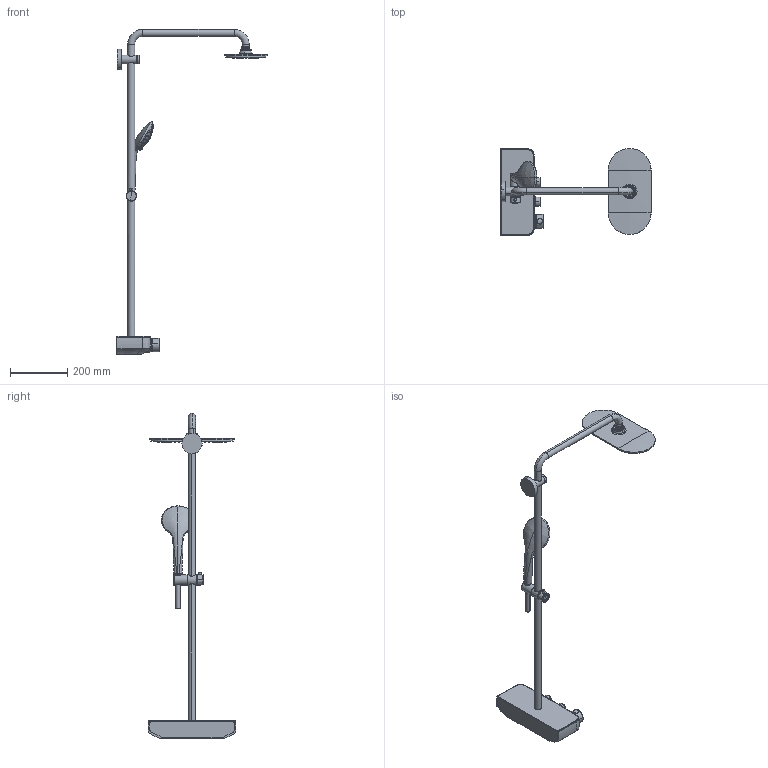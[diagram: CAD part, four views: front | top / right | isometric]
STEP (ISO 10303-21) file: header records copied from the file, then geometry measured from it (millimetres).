
FILE_DESCRIPTION(/* description */ ('AP214 STEP file'),/* implementation_level */ '2;1');
FILE_NAME(/* name */ '26996000_out.stp',/* time_stamp */ '2023-01-06T08:32:46+01:00',/* author */ (''),/* organization */ (''),/* preprocessor_version */ 'ST-DEVELOPER v18.1',/* originating_system */ 'Elysium Co. Ltd. STEP Translator v8.3.0.0',/* authorisation */ '');
FILE_SCHEMA (('AUTOMOTIVE_DESIGN { 1 0 10303 214 3 1 1 }'));
Length unit declared in the file: millimetre
Products named in the file (1): 26996000_extract
Bounding box: 525.35 x 305.65 x 1137.26 mm (x, y, z)
Volume: 3815414.2 mm3; surface area: 426334.8 mm2
Topology: 3 solids, 3 shells, 3472 faces, 9199 edges, 6170 vertices
Faces by surface type: bspline 1837, cylinder 888, sphere 239, torus 197, plane 168, cone 107, extrusion 36
Entity records: 245872 total; most frequent: CARTESIAN_POINT 153598, ORIENTED_EDGE 18362, EDGE_CURVE 9181, B_SPLINE_CURVE_WITH_KNOTS 7401, STYLED_ITEM 6944, VERTEX_POINT 6170, EDGE_LOOP 3931, ADVANCED_FACE 3472
